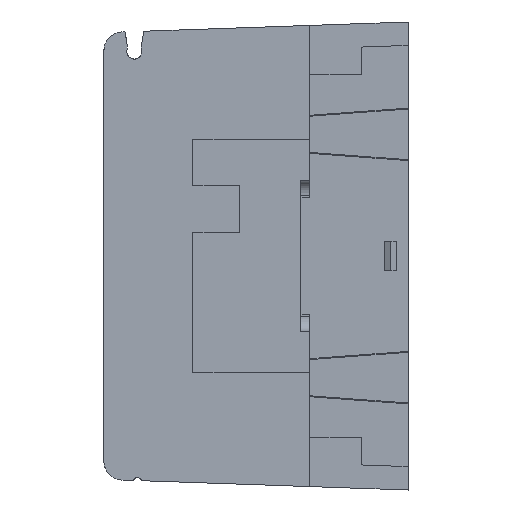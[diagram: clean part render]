
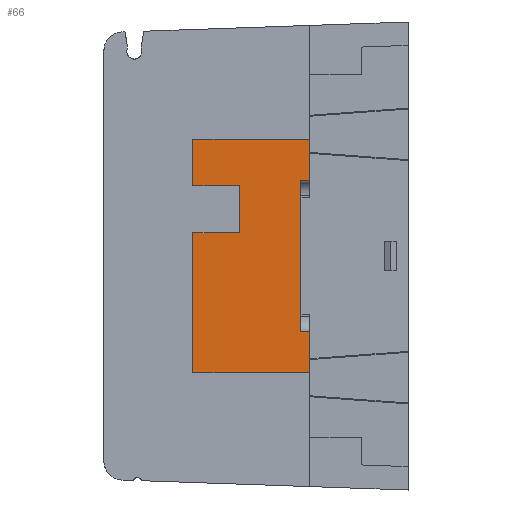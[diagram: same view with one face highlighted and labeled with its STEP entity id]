
A CAD part, left-side view. The second image highlights one B-rep face of the part: STEP entity #66.
In plain terms, the highlighted planar face has unit normal (1, 0, 0).
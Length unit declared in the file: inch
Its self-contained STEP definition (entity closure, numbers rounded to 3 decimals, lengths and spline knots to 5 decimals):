
#66 = ADVANCED_FACE ( 'NONE', ( #36603 ), #28171, .F. ) ;
#325 = CARTESIAN_POINT ( 'NONE',  ( -0.6497, 2.3, 0.25 ) ) ;
#1262 = VERTEX_POINT ( 'NONE', #41131 ) ;
#1744 = DIRECTION ( 'NONE',  ( 0., -1., 0. ) ) ;
#2653 = VECTOR ( 'NONE', #34999, 39.37008 ) ;
#2810 = ORIENTED_EDGE ( 'NONE', *, *, #15243, .F. ) ;
#3041 = DIRECTION ( 'NONE',  ( 0., 0., -1. ) ) ;
#3095 = CARTESIAN_POINT ( 'NONE',  ( -0.6497, 2.3, -1.25 ) ) ;
#4171 = LINE ( 'NONE', #15160, #33879 ) ;
#4216 = EDGE_CURVE ( 'NONE', #36822, #1262, #49301, .T. ) ;
#4794 = EDGE_CURVE ( 'NONE', #41387, #16149, #30316, .T. ) ;
#5067 = CARTESIAN_POINT ( 'NONE',  ( -0.6497, 1.05, 1.25 ) ) ;
#5479 = ORIENTED_EDGE ( 'NONE', *, *, #4216, .F. ) ;
#5626 = CARTESIAN_POINT ( 'NONE',  ( -0.6497, 1.675, 0.80507 ) ) ;
#5881 = VECTOR ( 'NONE', #3041, 39.37008 ) ;
#6071 = VECTOR ( 'NONE', #48852, 39.37008 ) ;
#6325 = LINE ( 'NONE', #5067, #16635 ) ;
#6383 = LINE ( 'NONE', #48785, #6071 ) ;
#6859 = ORIENTED_EDGE ( 'NONE', *, *, #49455, .F. ) ;
#8187 = EDGE_CURVE ( 'NONE', #16121, #41387, #10822, .T. ) ;
#8600 = DIRECTION ( 'NONE',  ( 0., 1., 0. ) ) ;
#9124 = CARTESIAN_POINT ( 'NONE',  ( -0.6497, 1.05, -1.25 ) ) ;
#9144 = VERTEX_POINT ( 'NONE', #10097 ) ;
#9153 = DIRECTION ( 'NONE',  ( 0., 1., 0. ) ) ;
#9527 = LINE ( 'NONE', #3095, #5881 ) ;
#10097 = CARTESIAN_POINT ( 'NONE',  ( -0.6497, 1.05, 0.80507 ) ) ;
#10334 = ORIENTED_EDGE ( 'NONE', *, *, #40886, .F. ) ;
#10822 = LINE ( 'NONE', #40986, #40425 ) ;
#11370 = VECTOR ( 'NONE', #34642, 39.37008 ) ;
#12383 = CARTESIAN_POINT ( 'NONE',  ( -0.6497, 1.8, 0.25 ) ) ;
#12837 = ORIENTED_EDGE ( 'NONE', *, *, #4794, .F. ) ;
#13851 = EDGE_CURVE ( 'NONE', #43143, #14692, #6383, .T. ) ;
#14103 = LINE ( 'NONE', #5626, #43707 ) ;
#14692 = VERTEX_POINT ( 'NONE', #26083 ) ;
#15160 = CARTESIAN_POINT ( 'NONE',  ( -0.6497, 1.675, 0.25 ) ) ;
#15171 = LINE ( 'NONE', #24085, #34552 ) ;
#15243 = EDGE_CURVE ( 'NONE', #29209, #36822, #9527, .T. ) ;
#16121 = VERTEX_POINT ( 'NONE', #24738 ) ;
#16149 = VERTEX_POINT ( 'NONE', #24975 ) ;
#16635 = VECTOR ( 'NONE', #9153, 39.37008 ) ;
#16797 = EDGE_LOOP ( 'NONE', ( #2810, #43823, #20082, #12837, #30505, #10334, #6859, #40008, #38665, #40080, #20676, #5479 ) ) ;
#18064 = CARTESIAN_POINT ( 'NONE',  ( -0.6497, 2.3, 0.75 ) ) ;
#19020 = VECTOR ( 'NONE', #40048, 39.37008 ) ;
#20082 = ORIENTED_EDGE ( 'NONE', *, *, #48409, .F. ) ;
#20676 = ORIENTED_EDGE ( 'NONE', *, *, #37580, .F. ) ;
#22290 = CARTESIAN_POINT ( 'NONE',  ( -0.6497, 1.05, -0.80507 ) ) ;
#23213 = CARTESIAN_POINT ( 'NONE',  ( -0.6497, 1.8, 0.75 ) ) ;
#24085 = CARTESIAN_POINT ( 'NONE',  ( -0.6497, 1.675, -0.80507 ) ) ;
#24738 = CARTESIAN_POINT ( 'NONE',  ( -0.6497, 2.3, 1.25 ) ) ;
#24975 = CARTESIAN_POINT ( 'NONE',  ( -0.6497, 1.8, 0.75 ) ) ;
#25294 = DIRECTION ( 'NONE',  ( 0., -1., 0. ) ) ;
#26083 = CARTESIAN_POINT ( 'NONE',  ( -0.6497, 1.15, 0.80507 ) ) ;
#27510 = DIRECTION ( 'NONE',  ( 0., 0., 1. ) ) ;
#27633 = DIRECTION ( 'NONE',  ( -1., 0., 0. ) ) ;
#27672 = CARTESIAN_POINT ( 'NONE',  ( -0.6497, 1.675, 0. ) ) ;
#28171 = PLANE ( 'NONE',  #37904 ) ;
#29209 = VERTEX_POINT ( 'NONE', #325 ) ;
#29227 = EDGE_CURVE ( 'NONE', #32256, #43143, #15171, .T. ) ;
#29336 = LINE ( 'NONE', #9124, #19020 ) ;
#30316 = LINE ( 'NONE', #23213, #40451 ) ;
#30428 = CARTESIAN_POINT ( 'NONE',  ( -0.6497, 1.15, -0.80507 ) ) ;
#30505 = ORIENTED_EDGE ( 'NONE', *, *, #8187, .F. ) ;
#30799 = DIRECTION ( 'NONE',  ( 0., 1., 0. ) ) ;
#30813 = CARTESIAN_POINT ( 'NONE',  ( -0.6497, 1.8, 0.25 ) ) ;
#32256 = VERTEX_POINT ( 'NONE', #22290 ) ;
#32362 = EDGE_CURVE ( 'NONE', #33225, #29209, #4171, .T. ) ;
#32790 = CARTESIAN_POINT ( 'NONE',  ( -0.6497, 2.3, -1.25 ) ) ;
#33225 = VERTEX_POINT ( 'NONE', #12383 ) ;
#33855 = DIRECTION ( 'NONE',  ( 0., -1., 0. ) ) ;
#33879 = VECTOR ( 'NONE', #30799, 39.37008 ) ;
#33907 = CARTESIAN_POINT ( 'NONE',  ( -0.6497, 1.05, -1.25 ) ) ;
#34552 = VECTOR ( 'NONE', #8600, 39.37008 ) ;
#34642 = DIRECTION ( 'NONE',  ( 0., 0., -1. ) ) ;
#34999 = DIRECTION ( 'NONE',  ( 0., 0., 1. ) ) ;
#36603 = FACE_OUTER_BOUND ( 'NONE', #16797, .T. ) ;
#36822 = VERTEX_POINT ( 'NONE', #32790 ) ;
#37077 = CARTESIAN_POINT ( 'NONE',  ( -0.6497, 1.05, 1.25 ) ) ;
#37580 = EDGE_CURVE ( 'NONE', #1262, #32256, #29336, .T. ) ;
#37904 = AXIS2_PLACEMENT_3D ( 'NONE', #27672, #27633, #27510 ) ;
#38665 = ORIENTED_EDGE ( 'NONE', *, *, #13851, .F. ) ;
#38843 = CARTESIAN_POINT ( 'NONE',  ( -0.6497, 1.05, -1.25 ) ) ;
#40008 = ORIENTED_EDGE ( 'NONE', *, *, #41793, .F. ) ;
#40048 = DIRECTION ( 'NONE',  ( 0., 0., 1. ) ) ;
#40080 = ORIENTED_EDGE ( 'NONE', *, *, #29227, .F. ) ;
#40400 = VECTOR ( 'NONE', #33855, 39.37008 ) ;
#40425 = VECTOR ( 'NONE', #40923, 39.37008 ) ;
#40451 = VECTOR ( 'NONE', #25294, 39.37008 ) ;
#40886 = EDGE_CURVE ( 'NONE', #41938, #16121, #6325, .T. ) ;
#40923 = DIRECTION ( 'NONE',  ( 0., 0., -1. ) ) ;
#40986 = CARTESIAN_POINT ( 'NONE',  ( -0.6497, 2.3, 0.75 ) ) ;
#41131 = CARTESIAN_POINT ( 'NONE',  ( -0.6497, 1.05, -1.25 ) ) ;
#41387 = VERTEX_POINT ( 'NONE', #18064 ) ;
#41793 = EDGE_CURVE ( 'NONE', #14692, #9144, #14103, .T. ) ;
#41938 = VERTEX_POINT ( 'NONE', #37077 ) ;
#42179 = LINE ( 'NONE', #30813, #11370 ) ;
#42559 = LINE ( 'NONE', #38843, #2653 ) ;
#43143 = VERTEX_POINT ( 'NONE', #30428 ) ;
#43707 = VECTOR ( 'NONE', #1744, 39.37008 ) ;
#43823 = ORIENTED_EDGE ( 'NONE', *, *, #32362, .F. ) ;
#48409 = EDGE_CURVE ( 'NONE', #16149, #33225, #42179, .T. ) ;
#48785 = CARTESIAN_POINT ( 'NONE',  ( -0.6497, 1.15, 0. ) ) ;
#48852 = DIRECTION ( 'NONE',  ( 0., 0., 1. ) ) ;
#49301 = LINE ( 'NONE', #33907, #40400 ) ;
#49455 = EDGE_CURVE ( 'NONE', #9144, #41938, #42559, .T. ) ;
